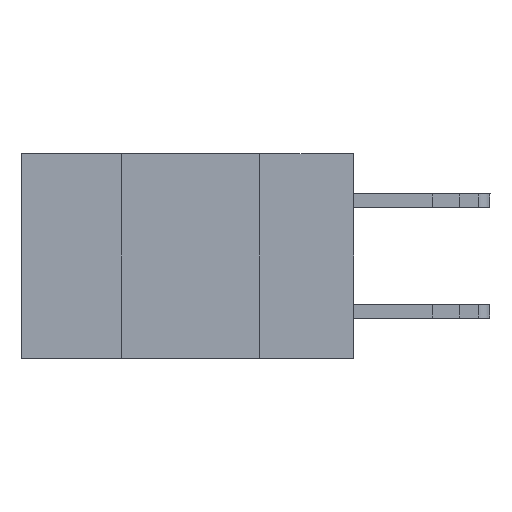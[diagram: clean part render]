
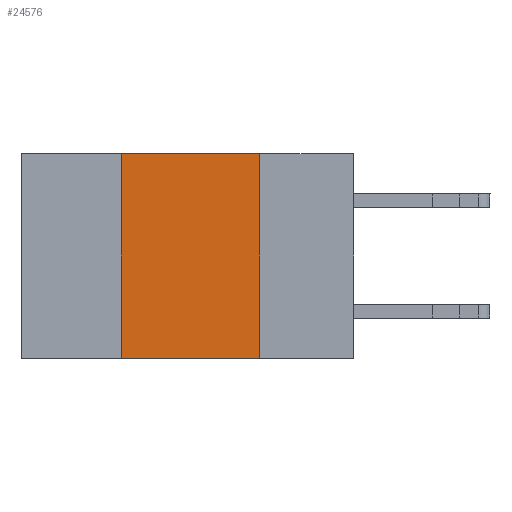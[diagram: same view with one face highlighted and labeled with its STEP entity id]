
A CAD part, left-side view. The second image highlights one B-rep face of the part: STEP entity #24576.
In plain terms, the highlighted planar face has unit normal (-1, 0, 0).
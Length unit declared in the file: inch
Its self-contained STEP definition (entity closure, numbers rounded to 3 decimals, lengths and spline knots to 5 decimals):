
#3657 = LINE ( 'NONE', #5286, #7221 ) ;
#5286 = CARTESIAN_POINT ( 'NONE',  ( 0., 0.6, 0. ) ) ;
#5959 = LINE ( 'NONE', #7040, #7292 ) ;
#6160 = CARTESIAN_POINT ( 'NONE',  ( 0., 0.17, -0.37 ) ) ;
#7040 = CARTESIAN_POINT ( 'NONE',  ( 0., 0.6, -0.37 ) ) ;
#7185 = LINE ( 'NONE', #29953, #36524 ) ;
#7221 = VECTOR ( 'NONE', #25171, 39.37008 ) ;
#7292 = VECTOR ( 'NONE', #21213, 39.37008 ) ;
#7655 = VERTEX_POINT ( 'NONE', #30666 ) ;
#7746 = CARTESIAN_POINT ( 'NONE',  ( 0., 0.17, 0. ) ) ;
#8169 = VERTEX_POINT ( 'NONE', #6160 ) ;
#8573 = PLANE ( 'NONE',  #31708 ) ;
#13178 = EDGE_CURVE ( 'NONE', #28305, #8169, #5959, .T. ) ;
#13987 = EDGE_CURVE ( 'NONE', #7655, #23447, #3657, .T. ) ;
#14345 = ORIENTED_EDGE ( 'NONE', *, *, #13987, .F. ) ;
#15456 = EDGE_LOOP ( 'NONE', ( #19021, #14345, #17211, #32647 ) ) ;
#17211 = ORIENTED_EDGE ( 'NONE', *, *, #20811, .F. ) ;
#17263 = DIRECTION ( 'NONE',  ( 0., 0., -1. ) ) ;
#18556 = EDGE_CURVE ( 'NONE', #23447, #8169, #26487, .T. ) ;
#19020 = DIRECTION ( 'NONE',  ( 0., 0., 1. ) ) ;
#19021 = ORIENTED_EDGE ( 'NONE', *, *, #18556, .F. ) ;
#20002 = CARTESIAN_POINT ( 'NONE',  ( 0., 0.6, 0. ) ) ;
#20319 = CARTESIAN_POINT ( 'NONE',  ( 0., 0.17, 0. ) ) ;
#20811 = EDGE_CURVE ( 'NONE', #28305, #7655, #7185, .T. ) ;
#21213 = DIRECTION ( 'NONE',  ( 0., -1., 0. ) ) ;
#22927 = VECTOR ( 'NONE', #31619, 39.37008 ) ;
#23447 = VERTEX_POINT ( 'NONE', #7746 ) ;
#24576 = ADVANCED_FACE ( 'NONE', ( #33601 ), #8573, .F. ) ;
#25171 = DIRECTION ( 'NONE',  ( 0., -1., 0. ) ) ;
#25857 = DIRECTION ( 'NONE',  ( 1., 0., 0. ) ) ;
#26487 = LINE ( 'NONE', #20319, #22927 ) ;
#26960 = CARTESIAN_POINT ( 'NONE',  ( 0., 0.42, -0.37 ) ) ;
#28305 = VERTEX_POINT ( 'NONE', #26960 ) ;
#29953 = CARTESIAN_POINT ( 'NONE',  ( 0., 0.42, 0. ) ) ;
#30666 = CARTESIAN_POINT ( 'NONE',  ( 0., 0.42, 0. ) ) ;
#31619 = DIRECTION ( 'NONE',  ( 0., 0., -1. ) ) ;
#31708 = AXIS2_PLACEMENT_3D ( 'NONE', #20002, #25857, #17263 ) ;
#32647 = ORIENTED_EDGE ( 'NONE', *, *, #13178, .T. ) ;
#33601 = FACE_OUTER_BOUND ( 'NONE', #15456, .T. ) ;
#36524 = VECTOR ( 'NONE', #19020, 39.37008 ) ;
